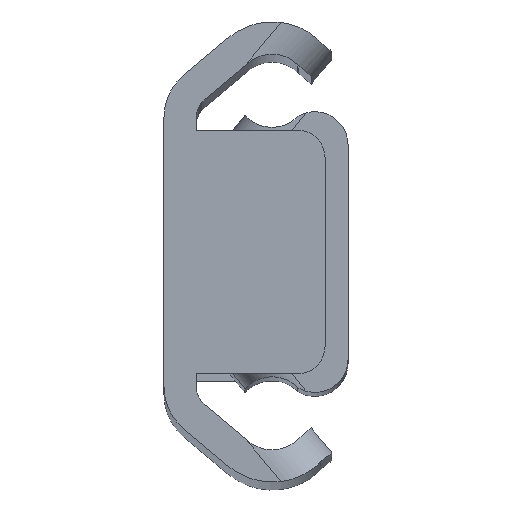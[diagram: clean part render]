
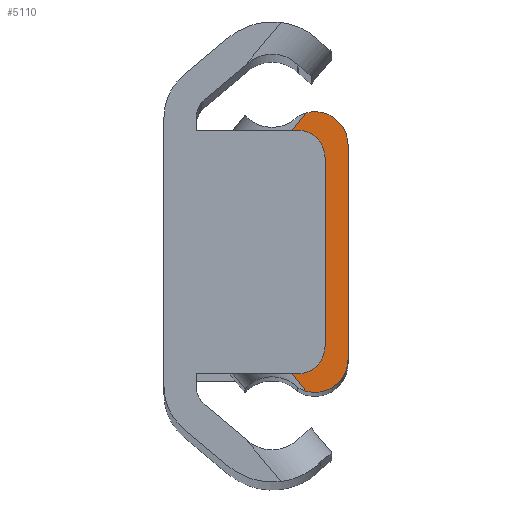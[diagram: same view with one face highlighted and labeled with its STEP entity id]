
A CAD part, top view. The second image highlights one B-rep face of the part: STEP entity #5110.
In plain terms, the highlighted planar face has unit normal (0, 0, 1).
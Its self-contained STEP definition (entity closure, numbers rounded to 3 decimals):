
#72 = CARTESIAN_POINT ( 'NONE',  ( -1.49, 4.892, 0. ) ) ;
#137 = ORIENTED_EDGE ( 'NONE', *, *, #3270, .T. ) ;
#158 = CARTESIAN_POINT ( 'NONE',  ( -6.911, -0.251, 0. ) ) ;
#174 = DIRECTION ( 'NONE',  ( 1., 0., 0. ) ) ;
#212 = DIRECTION ( 'NONE',  ( 0., 0., 1. ) ) ;
#256 = DIRECTION ( 'NONE',  ( 0.628, -0.779, 0. ) ) ;
#273 = DIRECTION ( 'NONE',  ( 1., 0., 0. ) ) ;
#360 = EDGE_CURVE ( 'NONE', #3183, #2731, #3010, .T. ) ;
#386 = CIRCLE ( 'NONE', #1384, 2.787 ) ;
#392 = VECTOR ( 'NONE', #4308, 1000. ) ;
#403 = VECTOR ( 'NONE', #533, 1000. ) ;
#451 = EDGE_LOOP ( 'NONE', ( #5141, #941, #1298, #137, #2862, #2177, #453, #4690, #5298, #3255 ) ) ;
#453 = ORIENTED_EDGE ( 'NONE', *, *, #4490, .T. ) ;
#461 = PLANE ( 'NONE',  #2385 ) ;
#533 = DIRECTION ( 'NONE',  ( 0., 1., 0. ) ) ;
#580 = AXIS2_PLACEMENT_3D ( 'NONE', #1044, #2271, #174 ) ;
#752 = EDGE_CURVE ( 'NONE', #4351, #808, #1947, .T. ) ;
#808 = VERTEX_POINT ( 'NONE', #4854 ) ;
#859 = CARTESIAN_POINT ( 'NONE',  ( -1.838, 6.041, 0. ) ) ;
#941 = ORIENTED_EDGE ( 'NONE', *, *, #2411, .T. ) ;
#1039 = CARTESIAN_POINT ( 'NONE',  ( -1.2, 0., 0. ) ) ;
#1044 = CARTESIAN_POINT ( 'NONE',  ( -1.431, -4.669, 0. ) ) ;
#1047 = LINE ( 'NONE', #1353, #403 ) ;
#1188 = CARTESIAN_POINT ( 'NONE',  ( -3.302, -4.225, 0. ) ) ;
#1279 = DIRECTION ( 'NONE',  ( 1., 0., 0. ) ) ;
#1298 = ORIENTED_EDGE ( 'NONE', *, *, #1926, .T. ) ;
#1353 = CARTESIAN_POINT ( 'NONE',  ( 0., 0., 0. ) ) ;
#1383 = CARTESIAN_POINT ( 'NONE',  ( 0., 4.669, 0. ) ) ;
#1384 = AXIS2_PLACEMENT_3D ( 'NONE', #4142, #5350, #4960 ) ;
#1439 = EDGE_CURVE ( 'NONE', #4878, #3183, #1578, .T. ) ;
#1498 = AXIS2_PLACEMENT_3D ( 'NONE', #4990, #4122, #273 ) ;
#1524 = DIRECTION ( 'NONE',  ( 0., 0., 1. ) ) ;
#1578 = LINE ( 'NONE', #4175, #4611 ) ;
#1673 = CIRCLE ( 'NONE', #2663, 1.431 ) ;
#1819 = DIRECTION ( 'NONE',  ( 1., 0., 0. ) ) ;
#1882 = DIRECTION ( 'NONE',  ( 0., 0., -1. ) ) ;
#1926 = EDGE_CURVE ( 'NONE', #5248, #4985, #386, .T. ) ;
#1947 = LINE ( 'NONE', #1039, #4256 ) ;
#2161 = DIRECTION ( 'NONE',  ( 0., 0., 1. ) ) ;
#2177 = ORIENTED_EDGE ( 'NONE', *, *, #3523, .T. ) ;
#2271 = DIRECTION ( 'NONE',  ( 0., 0., 1. ) ) ;
#2302 = CARTESIAN_POINT ( 'NONE',  ( -1.49, -4.892, 0. ) ) ;
#2351 = CARTESIAN_POINT ( 'NONE',  ( -1.431, 4.669, 0. ) ) ;
#2385 = AXIS2_PLACEMENT_3D ( 'NONE', #4034, #212, #4005 ) ;
#2411 = EDGE_CURVE ( 'NONE', #4400, #5248, #4001, .T. ) ;
#2663 = AXIS2_PLACEMENT_3D ( 'NONE', #2351, #1524, #2865 ) ;
#2717 = CARTESIAN_POINT ( 'NONE',  ( -1.431, -4.669, 0. ) ) ;
#2731 = VERTEX_POINT ( 'NONE', #5219 ) ;
#2862 = ORIENTED_EDGE ( 'NONE', *, *, #752, .T. ) ;
#2865 = DIRECTION ( 'NONE',  ( 1., 0., 0. ) ) ;
#2900 = CARTESIAN_POINT ( 'NONE',  ( -3.302, 4.225, 0. ) ) ;
#3010 = CIRCLE ( 'NONE', #580, 1.431 ) ;
#3152 = DIRECTION ( 'NONE',  ( 0., -1., 0. ) ) ;
#3183 = VERTEX_POINT ( 'NONE', #5397 ) ;
#3255 = ORIENTED_EDGE ( 'NONE', *, *, #3857, .T. ) ;
#3270 = EDGE_CURVE ( 'NONE', #4985, #4351, #4536, .T. ) ;
#3523 = EDGE_CURVE ( 'NONE', #808, #5498, #3992, .T. ) ;
#3804 = AXIS2_PLACEMENT_3D ( 'NONE', #2717, #1882, #1819 ) ;
#3857 = EDGE_CURVE ( 'NONE', #2731, #4203, #1047, .T. ) ;
#3992 = CIRCLE ( 'NONE', #3804, 0.231 ) ;
#4001 = LINE ( 'NONE', #158, #392 ) ;
#4005 = DIRECTION ( 'NONE',  ( 1., 0., 0. ) ) ;
#4034 = CARTESIAN_POINT ( 'NONE',  ( -1.431, -4.669, 0. ) ) ;
#4122 = DIRECTION ( 'NONE',  ( 0., 0., -1. ) ) ;
#4142 = CARTESIAN_POINT ( 'NONE',  ( -3.3, 7.012, 0. ) ) ;
#4175 = CARTESIAN_POINT ( 'NONE',  ( -2.348, -5.408, 0. ) ) ;
#4203 = VERTEX_POINT ( 'NONE', #1383 ) ;
#4256 = VECTOR ( 'NONE', #3152, 1000. ) ;
#4308 = DIRECTION ( 'NONE',  ( -0.628, -0.779, 0. ) ) ;
#4312 = FACE_OUTER_BOUND ( 'NONE', #451, .T. ) ;
#4351 = VERTEX_POINT ( 'NONE', #5307 ) ;
#4400 = VERTEX_POINT ( 'NONE', #859 ) ;
#4490 = EDGE_CURVE ( 'NONE', #5498, #4878, #5251, .T. ) ;
#4536 = CIRCLE ( 'NONE', #1498, 0.231 ) ;
#4611 = VECTOR ( 'NONE', #256, 1000. ) ;
#4690 = ORIENTED_EDGE ( 'NONE', *, *, #1439, .T. ) ;
#4722 = AXIS2_PLACEMENT_3D ( 'NONE', #5157, #2161, #1279 ) ;
#4831 = EDGE_CURVE ( 'NONE', #4203, #4400, #1673, .T. ) ;
#4854 = CARTESIAN_POINT ( 'NONE',  ( -1.2, -4.669, 0. ) ) ;
#4878 = VERTEX_POINT ( 'NONE', #1188 ) ;
#4960 = DIRECTION ( 'NONE',  ( 1., 0., 0. ) ) ;
#4985 = VERTEX_POINT ( 'NONE', #72 ) ;
#4990 = CARTESIAN_POINT ( 'NONE',  ( -1.431, 4.669, 0. ) ) ;
#5110 = ADVANCED_FACE ( 'NONE', ( #4312 ), #461, .T. ) ;
#5141 = ORIENTED_EDGE ( 'NONE', *, *, #4831, .T. ) ;
#5157 = CARTESIAN_POINT ( 'NONE',  ( -3.3, -7.012, 0. ) ) ;
#5219 = CARTESIAN_POINT ( 'NONE',  ( 0., -4.669, 0. ) ) ;
#5248 = VERTEX_POINT ( 'NONE', #2900 ) ;
#5251 = CIRCLE ( 'NONE', #4722, 2.788 ) ;
#5298 = ORIENTED_EDGE ( 'NONE', *, *, #360, .T. ) ;
#5307 = CARTESIAN_POINT ( 'NONE',  ( -1.2, 4.669, 0. ) ) ;
#5350 = DIRECTION ( 'NONE',  ( 0., 0., 1. ) ) ;
#5397 = CARTESIAN_POINT ( 'NONE',  ( -1.838, -6.041, 0. ) ) ;
#5498 = VERTEX_POINT ( 'NONE', #2302 ) ;
